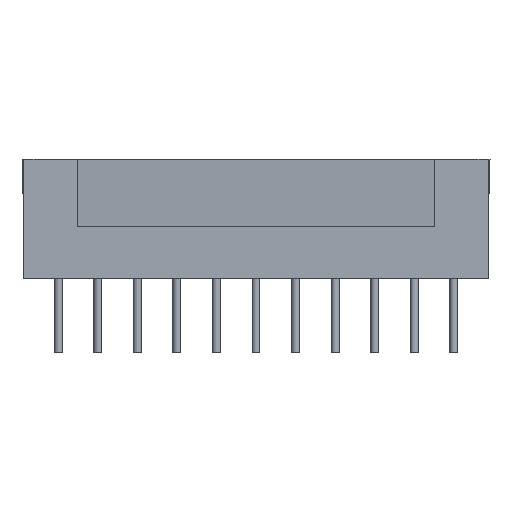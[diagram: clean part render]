
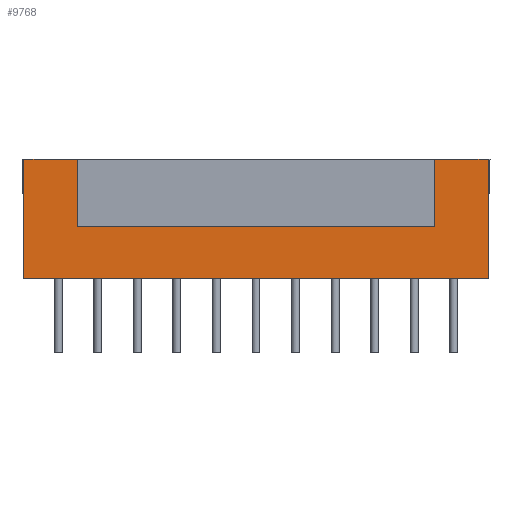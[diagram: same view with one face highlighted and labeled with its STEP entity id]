
A CAD part, front view. The second image highlights one B-rep face of the part: STEP entity #9768.
In plain terms, the highlighted planar face has unit normal (0, -1, 0).
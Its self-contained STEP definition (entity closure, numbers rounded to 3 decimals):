
#6128 = VERTEX_POINT('',#6129);
#6129 = CARTESIAN_POINT('',(-14.925,-27.675,7.74));
#6135 = EDGE_CURVE('',#6128,#6136,#6138,.T.);
#6136 = VERTEX_POINT('',#6137);
#6137 = CARTESIAN_POINT('',(-11.5,-27.675,7.74));
#6138 = LINE('',#6139,#6140);
#6139 = CARTESIAN_POINT('',(-14.925,-27.675,7.74));
#6140 = VECTOR('',#6141,1.);
#6141 = DIRECTION('',(1.,0.,0.));
#6160 = VERTEX_POINT('',#6161);
#6161 = CARTESIAN_POINT('',(11.47,-27.675,7.74));
#6167 = EDGE_CURVE('',#6160,#6168,#6170,.T.);
#6168 = VERTEX_POINT('',#6169);
#6169 = CARTESIAN_POINT('',(14.895,-27.675,7.74));
#6170 = LINE('',#6171,#6172);
#6171 = CARTESIAN_POINT('',(11.47,-27.675,7.74));
#6172 = VECTOR('',#6173,1.);
#6173 = DIRECTION('',(1.,0.,0.));
#9684 = VERTEX_POINT('',#9685);
#9685 = CARTESIAN_POINT('',(-14.925,-27.675,0.08));
#9691 = EDGE_CURVE('',#6128,#9684,#9692,.T.);
#9692 = LINE('',#9693,#9694);
#9693 = CARTESIAN_POINT('',(-14.925,-27.675,7.74));
#9694 = VECTOR('',#9695,1.);
#9695 = DIRECTION('',(0.,0.,-1.));
#9768 = ADVANCED_FACE('',(#9769),#9810,.T.);
#9769 = FACE_BOUND('',#9770,.T.);
#9770 = EDGE_LOOP('',(#9771,#9772,#9773,#9781,#9787,#9788,#9796,#9804));
#9771 = ORIENTED_EDGE('',*,*,#6135,.F.);
#9772 = ORIENTED_EDGE('',*,*,#9691,.T.);
#9773 = ORIENTED_EDGE('',*,*,#9774,.F.);
#9774 = EDGE_CURVE('',#9775,#9684,#9777,.T.);
#9775 = VERTEX_POINT('',#9776);
#9776 = CARTESIAN_POINT('',(14.895,-27.675,0.08));
#9777 = LINE('',#9778,#9779);
#9778 = CARTESIAN_POINT('',(14.895,-27.675,0.08));
#9779 = VECTOR('',#9780,1.);
#9780 = DIRECTION('',(-1.,0.,0.));
#9781 = ORIENTED_EDGE('',*,*,#9782,.F.);
#9782 = EDGE_CURVE('',#6168,#9775,#9783,.T.);
#9783 = LINE('',#9784,#9785);
#9784 = CARTESIAN_POINT('',(14.895,-27.675,7.74));
#9785 = VECTOR('',#9786,1.);
#9786 = DIRECTION('',(0.,0.,-1.));
#9787 = ORIENTED_EDGE('',*,*,#6167,.F.);
#9788 = ORIENTED_EDGE('',*,*,#9789,.F.);
#9789 = EDGE_CURVE('',#9790,#6160,#9792,.T.);
#9790 = VERTEX_POINT('',#9791);
#9791 = CARTESIAN_POINT('',(11.47,-27.675,3.39));
#9792 = LINE('',#9793,#9794);
#9793 = CARTESIAN_POINT('',(11.47,-27.675,3.39));
#9794 = VECTOR('',#9795,1.);
#9795 = DIRECTION('',(0.,0.,1.));
#9796 = ORIENTED_EDGE('',*,*,#9797,.F.);
#9797 = EDGE_CURVE('',#9798,#9790,#9800,.T.);
#9798 = VERTEX_POINT('',#9799);
#9799 = CARTESIAN_POINT('',(-11.5,-27.675,3.39));
#9800 = LINE('',#9801,#9802);
#9801 = CARTESIAN_POINT('',(-11.5,-27.675,3.39));
#9802 = VECTOR('',#9803,1.);
#9803 = DIRECTION('',(1.,0.,0.));
#9804 = ORIENTED_EDGE('',*,*,#9805,.T.);
#9805 = EDGE_CURVE('',#9798,#6136,#9806,.T.);
#9806 = LINE('',#9807,#9808);
#9807 = CARTESIAN_POINT('',(-11.5,-27.675,3.39));
#9808 = VECTOR('',#9809,1.);
#9809 = DIRECTION('',(0.,0.,1.));
#9810 = PLANE('',#9811);
#9811 = AXIS2_PLACEMENT_3D('',#9812,#9813,#9814);
#9812 = CARTESIAN_POINT('',(-14.925,-27.675,7.74));
#9813 = DIRECTION('',(0.,-1.,0.));
#9814 = DIRECTION('',(0.,0.,-1.));
